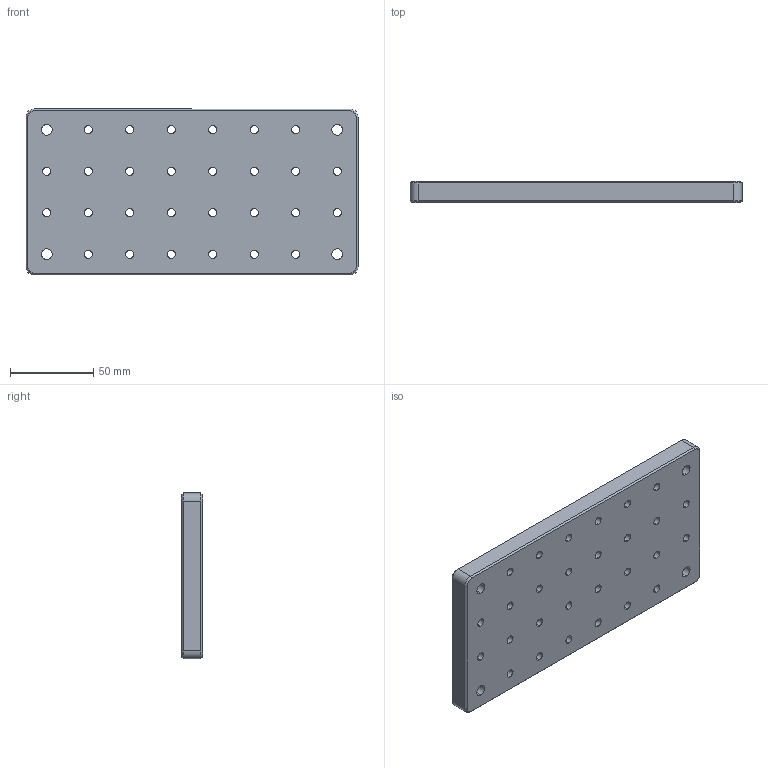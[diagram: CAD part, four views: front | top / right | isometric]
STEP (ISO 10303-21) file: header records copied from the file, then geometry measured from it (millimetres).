
FILE_DESCRIPTION (( 'STEP AP203' ), '1' );
FILE_NAME ('GCM-3020M 俋倛芞.STEP', '2017-08-04T05:35:48', ( 'Lxtx999.CoM' ), ( 'Lxtx999.CoM' ), 'SwSTEP 2.0', 'SolidWorks 2012', '' );
FILE_SCHEMA (( 'CONFIG_CONTROL_DESIGN' ));
Length unit declared in the file: millimetre
Products named in the file (1): GCM-3020M 俋倛芞
Bounding box: 200 x 12.7 x 100 mm (x, y, z)
Volume: 242763.6 mm3; surface area: 52414.4 mm2
Topology: 1 solids, 1 shells, 102 faces, 272 edges, 176 vertices
Faces by surface type: cylinder 76, plane 18, cone 8
Entity records: 3453 total; most frequent: DIRECTION 638, CARTESIAN_POINT 551, ORIENTED_EDGE 544, EDGE_CURVE 272, AXIS2_PLACEMENT_3D 263, VERTEX_POINT 176, EDGE_LOOP 170, CIRCLE 160
